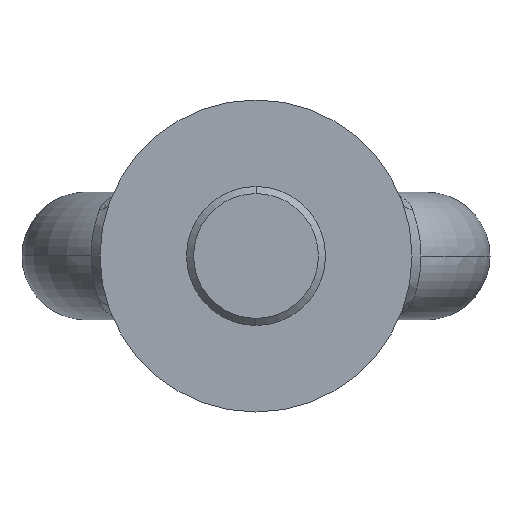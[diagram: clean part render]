
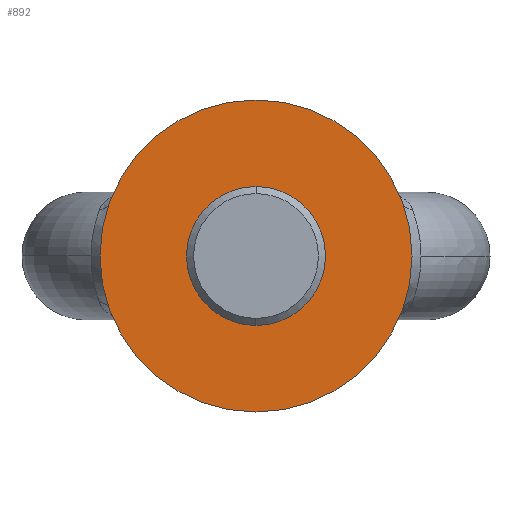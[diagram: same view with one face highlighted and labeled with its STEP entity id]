
A CAD part, front view. The second image highlights one B-rep face of the part: STEP entity #892.
In plain terms, the highlighted planar face has unit normal (0, -1, 0).
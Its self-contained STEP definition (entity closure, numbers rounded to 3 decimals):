
#13 = VERTEX_POINT ( 'NONE', #1539 ) ;
#94 = CARTESIAN_POINT ( 'NONE',  ( 0., -21., 4.9 ) ) ;
#121 = CIRCLE ( 'NONE', #923, 4.9 ) ;
#163 = DIRECTION ( 'NONE',  ( 0., 1., 0. ) ) ;
#217 = CIRCLE ( 'NONE', #1542, 11. ) ;
#267 = PLANE ( 'NONE',  #1084 ) ;
#360 = ORIENTED_EDGE ( 'NONE', *, *, #1337, .F. ) ;
#401 = CARTESIAN_POINT ( 'NONE',  ( 0., -21., 0. ) ) ;
#407 = CIRCLE ( 'NONE', #1566, 11. ) ;
#425 = FACE_BOUND ( 'NONE', #1093, .T. ) ;
#441 = CIRCLE ( 'NONE', #1145, 4.9 ) ;
#490 = ORIENTED_EDGE ( 'NONE', *, *, #930, .F. ) ;
#520 = EDGE_CURVE ( 'NONE', #984, #620, #407, .T. ) ;
#620 = VERTEX_POINT ( 'NONE', #1315 ) ;
#695 = DIRECTION ( 'NONE',  ( 0., 0., 1. ) ) ;
#787 = CARTESIAN_POINT ( 'NONE',  ( 0., -21., 0. ) ) ;
#813 = DIRECTION ( 'NONE',  ( 0., 1., 0. ) ) ;
#866 = DIRECTION ( 'NONE',  ( 0., 0., 1. ) ) ;
#881 = DIRECTION ( 'NONE',  ( 0., -1., 0. ) ) ;
#892 = ADVANCED_FACE ( 'NONE', ( #1180, #425 ), #267, .F. ) ;
#914 = DIRECTION ( 'NONE',  ( 0., 0., 1. ) ) ;
#918 = DIRECTION ( 'NONE',  ( 0., 1., 0. ) ) ;
#923 = AXIS2_PLACEMENT_3D ( 'NONE', #1225, #881, #866 ) ;
#930 = EDGE_CURVE ( 'NONE', #13, #1573, #441, .T. ) ;
#984 = VERTEX_POINT ( 'NONE', #1514 ) ;
#1084 = AXIS2_PLACEMENT_3D ( 'NONE', #787, #163, #914 ) ;
#1093 = EDGE_LOOP ( 'NONE', ( #1553, #490 ) ) ;
#1143 = EDGE_CURVE ( 'NONE', #1573, #13, #121, .T. ) ;
#1145 = AXIS2_PLACEMENT_3D ( 'NONE', #1276, #1518, #1399 ) ;
#1180 = FACE_OUTER_BOUND ( 'NONE', #1364, .T. ) ;
#1184 = ORIENTED_EDGE ( 'NONE', *, *, #520, .F. ) ;
#1225 = CARTESIAN_POINT ( 'NONE',  ( 0., -21., 0. ) ) ;
#1276 = CARTESIAN_POINT ( 'NONE',  ( 0., -21., 0. ) ) ;
#1293 = DIRECTION ( 'NONE',  ( 0., 0., 1. ) ) ;
#1315 = CARTESIAN_POINT ( 'NONE',  ( 0., -21., 11. ) ) ;
#1337 = EDGE_CURVE ( 'NONE', #620, #984, #217, .T. ) ;
#1364 = EDGE_LOOP ( 'NONE', ( #360, #1184 ) ) ;
#1399 = DIRECTION ( 'NONE',  ( 0., 0., 1. ) ) ;
#1431 = CARTESIAN_POINT ( 'NONE',  ( 0., -21., 0. ) ) ;
#1514 = CARTESIAN_POINT ( 'NONE',  ( 0., -21., -11. ) ) ;
#1518 = DIRECTION ( 'NONE',  ( 0., -1., 0. ) ) ;
#1539 = CARTESIAN_POINT ( 'NONE',  ( 0., -21., -4.9 ) ) ;
#1542 = AXIS2_PLACEMENT_3D ( 'NONE', #1431, #813, #695 ) ;
#1553 = ORIENTED_EDGE ( 'NONE', *, *, #1143, .F. ) ;
#1566 = AXIS2_PLACEMENT_3D ( 'NONE', #401, #918, #1293 ) ;
#1573 = VERTEX_POINT ( 'NONE', #94 ) ;
